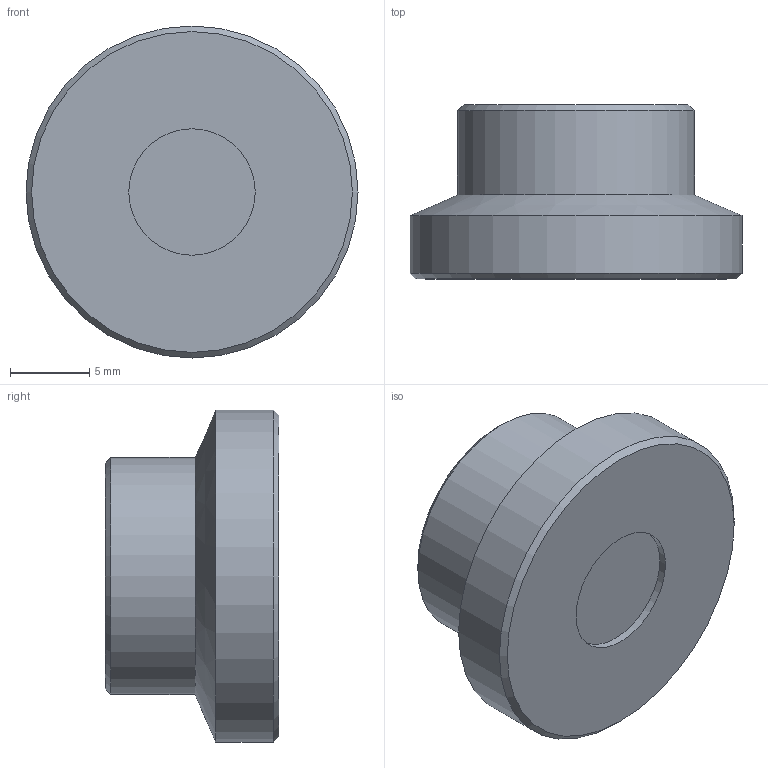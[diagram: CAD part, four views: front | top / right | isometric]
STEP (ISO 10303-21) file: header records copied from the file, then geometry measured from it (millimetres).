
FILE_DESCRIPTION( ( 'STEP AP214' ), '1' );
FILE_NAME( 'K0393.10.stp', '2020-12-07T10:24:10', ( '' ), ( '' ), ' ', 'PARTsolutions', ' ' );
FILE_SCHEMA( ( 'AUTOMOTIVE_DESIGN { 1 0 10303 214 1 1 1 1 }' ) );
Length unit declared in the file: millimetre
Products named in the file (1): _K0393.10
Bounding box: 21 x 11 x 21 mm (x, y, z)
Volume: 2429.9 mm3; surface area: 1351.8 mm2
Topology: 1 solids, 1 shells, 15 faces, 27 edges, 16 vertices
Faces by surface type: cone 6, cylinder 5, plane 4
Full cylindrical faces by diameter (mm): 7.9 x1, 8 x1, 8.3 x1, 15 x1, 21 x1
Entity records: 434 total; most frequent: DIRECTION 60, CARTESIAN_POINT 45, AXIS2_PLACEMENT_3D 30, EDGE_LOOP 28, ORIENTED_EDGE 28, FACE_OUTER_BOUND 20, STYLED_ITEM 15, PRESENTATION_STYLE_ASSIGNMENT 15
